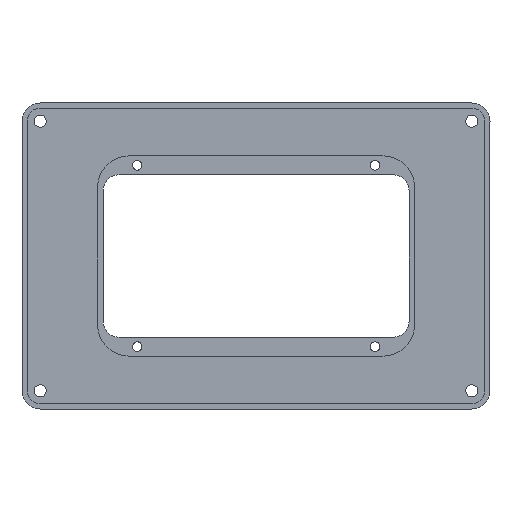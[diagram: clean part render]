
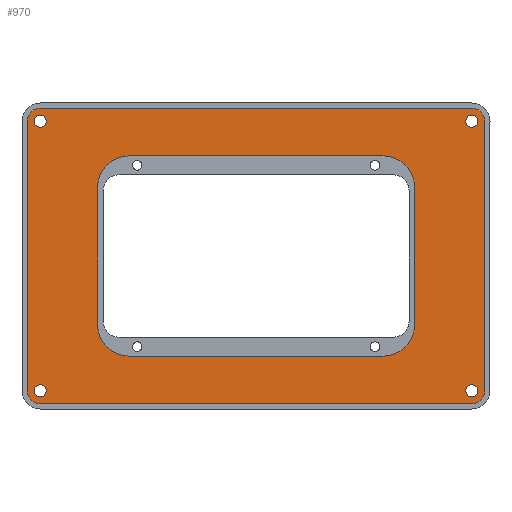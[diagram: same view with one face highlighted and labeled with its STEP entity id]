
A CAD part, top view. The second image highlights one B-rep face of the part: STEP entity #970.
In plain terms, the highlighted planar face has unit normal (0, 0, 1).
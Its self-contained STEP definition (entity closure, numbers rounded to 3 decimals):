
#34=FACE_BOUND('',#178,.T.);
#35=FACE_BOUND('',#179,.T.);
#36=FACE_BOUND('',#180,.T.);
#37=FACE_BOUND('',#181,.T.);
#38=FACE_BOUND('',#182,.T.);
#58=PLANE('',#1096);
#110=FACE_OUTER_BOUND('',#177,.T.);
#177=EDGE_LOOP('',(#871,#872,#873,#874,#875,#876,#877,#878));
#178=EDGE_LOOP('',(#879,#880,#881,#882,#883,#884,#885,#886));
#179=EDGE_LOOP('',(#887));
#180=EDGE_LOOP('',(#888));
#181=EDGE_LOOP('',(#889));
#182=EDGE_LOOP('',(#890));
#185=LINE('',#1411,#261);
#189=LINE('',#1423,#265);
#193=LINE('',#1435,#269);
#197=LINE('',#1446,#273);
#248=LINE('',#1647,#324);
#251=LINE('',#1655,#327);
#254=LINE('',#1663,#330);
#257=LINE('',#1671,#333);
#261=VECTOR('',#1109,10.);
#265=VECTOR('',#1121,10.);
#269=VECTOR('',#1133,10.);
#273=VECTOR('',#1145,10.);
#324=VECTOR('',#1364,10.);
#327=VECTOR('',#1373,10.);
#330=VECTOR('',#1382,10.);
#333=VECTOR('',#1391,10.);
#335=CIRCLE('',#986,12.);
#337=CIRCLE('',#990,12.);
#339=CIRCLE('',#994,12.);
#341=CIRCLE('',#998,12.);
#387=CIRCLE('',#1077,2.3);
#388=CIRCLE('',#1079,2.3);
#389=CIRCLE('',#1081,2.3);
#390=CIRCLE('',#1083,2.3);
#391=CIRCLE('',#1086,4.9);
#392=CIRCLE('',#1089,4.9);
#393=CIRCLE('',#1092,4.9);
#394=CIRCLE('',#1095,4.9);
#395=VERTEX_POINT('',#1401);
#396=VERTEX_POINT('',#1402);
#399=VERTEX_POINT('',#1410);
#401=VERTEX_POINT('',#1416);
#403=VERTEX_POINT('',#1422);
#405=VERTEX_POINT('',#1428);
#407=VERTEX_POINT('',#1434);
#409=VERTEX_POINT('',#1440);
#471=VERTEX_POINT('',#1628);
#472=VERTEX_POINT('',#1632);
#473=VERTEX_POINT('',#1636);
#474=VERTEX_POINT('',#1640);
#475=VERTEX_POINT('',#1644);
#476=VERTEX_POINT('',#1646);
#477=VERTEX_POINT('',#1650);
#478=VERTEX_POINT('',#1654);
#479=VERTEX_POINT('',#1658);
#480=VERTEX_POINT('',#1662);
#481=VERTEX_POINT('',#1666);
#482=VERTEX_POINT('',#1670);
#483=EDGE_CURVE('',#395,#396,#335,.T.);
#487=EDGE_CURVE('',#399,#395,#185,.T.);
#490=EDGE_CURVE('',#401,#399,#337,.T.);
#493=EDGE_CURVE('',#403,#401,#189,.T.);
#496=EDGE_CURVE('',#405,#403,#339,.T.);
#499=EDGE_CURVE('',#407,#405,#193,.T.);
#502=EDGE_CURVE('',#409,#407,#341,.T.);
#505=EDGE_CURVE('',#396,#409,#197,.T.);
#596=EDGE_CURVE('',#471,#471,#387,.T.);
#598=EDGE_CURVE('',#472,#472,#388,.T.);
#600=EDGE_CURVE('',#473,#473,#389,.T.);
#602=EDGE_CURVE('',#474,#474,#390,.T.);
#604=EDGE_CURVE('',#476,#475,#248,.T.);
#606=EDGE_CURVE('',#477,#476,#391,.T.);
#608=EDGE_CURVE('',#478,#477,#251,.T.);
#610=EDGE_CURVE('',#479,#478,#392,.T.);
#612=EDGE_CURVE('',#480,#479,#254,.T.);
#614=EDGE_CURVE('',#481,#480,#393,.T.);
#616=EDGE_CURVE('',#482,#481,#257,.T.);
#618=EDGE_CURVE('',#475,#482,#394,.T.);
#871=ORIENTED_EDGE('',*,*,#612,.T.);
#872=ORIENTED_EDGE('',*,*,#610,.T.);
#873=ORIENTED_EDGE('',*,*,#608,.T.);
#874=ORIENTED_EDGE('',*,*,#606,.T.);
#875=ORIENTED_EDGE('',*,*,#604,.T.);
#876=ORIENTED_EDGE('',*,*,#618,.T.);
#877=ORIENTED_EDGE('',*,*,#616,.T.);
#878=ORIENTED_EDGE('',*,*,#614,.T.);
#879=ORIENTED_EDGE('',*,*,#483,.T.);
#880=ORIENTED_EDGE('',*,*,#505,.T.);
#881=ORIENTED_EDGE('',*,*,#502,.T.);
#882=ORIENTED_EDGE('',*,*,#499,.T.);
#883=ORIENTED_EDGE('',*,*,#496,.T.);
#884=ORIENTED_EDGE('',*,*,#493,.T.);
#885=ORIENTED_EDGE('',*,*,#490,.T.);
#886=ORIENTED_EDGE('',*,*,#487,.T.);
#887=ORIENTED_EDGE('',*,*,#600,.T.);
#888=ORIENTED_EDGE('',*,*,#596,.T.);
#889=ORIENTED_EDGE('',*,*,#602,.T.);
#890=ORIENTED_EDGE('',*,*,#598,.T.);
#970=ADVANCED_FACE('',(#110,#34,#35,#36,#37,#38),#58,.T.);
#986=AXIS2_PLACEMENT_3D('',#1403,#1101,#1102);
#990=AXIS2_PLACEMENT_3D('',#1417,#1114,#1115);
#994=AXIS2_PLACEMENT_3D('',#1429,#1126,#1127);
#998=AXIS2_PLACEMENT_3D('',#1441,#1138,#1139);
#1077=AXIS2_PLACEMENT_3D('',#1630,#1344,#1345);
#1079=AXIS2_PLACEMENT_3D('',#1634,#1349,#1350);
#1081=AXIS2_PLACEMENT_3D('',#1638,#1354,#1355);
#1083=AXIS2_PLACEMENT_3D('',#1642,#1359,#1360);
#1086=AXIS2_PLACEMENT_3D('',#1651,#1368,#1369);
#1089=AXIS2_PLACEMENT_3D('',#1659,#1377,#1378);
#1092=AXIS2_PLACEMENT_3D('',#1667,#1386,#1387);
#1095=AXIS2_PLACEMENT_3D('',#1674,#1395,#1396);
#1096=AXIS2_PLACEMENT_3D('',#1675,#1397,#1398);
#1101=DIRECTION('center_axis',(0.,0.,-1.));
#1102=DIRECTION('ref_axis',(1.,0.,0.));
#1109=DIRECTION('',(0.,-1.,0.));
#1114=DIRECTION('center_axis',(0.,0.,-1.));
#1115=DIRECTION('ref_axis',(0.,1.,0.));
#1121=DIRECTION('',(1.,0.,0.));
#1126=DIRECTION('center_axis',(0.,0.,-1.));
#1127=DIRECTION('ref_axis',(-1.,0.,0.));
#1133=DIRECTION('',(0.,1.,0.));
#1138=DIRECTION('center_axis',(0.,0.,-1.));
#1139=DIRECTION('ref_axis',(0.,-1.,0.));
#1145=DIRECTION('',(-1.,0.,0.));
#1344=DIRECTION('center_axis',(0.,0.,-1.));
#1345=DIRECTION('ref_axis',(1.,0.,0.));
#1349=DIRECTION('center_axis',(0.,0.,-1.));
#1350=DIRECTION('ref_axis',(1.,0.,0.));
#1354=DIRECTION('center_axis',(0.,0.,-1.));
#1355=DIRECTION('ref_axis',(1.,0.,0.));
#1359=DIRECTION('center_axis',(0.,0.,-1.));
#1360=DIRECTION('ref_axis',(1.,0.,0.));
#1364=DIRECTION('',(0.,1.,0.));
#1368=DIRECTION('center_axis',(0.,0.,1.));
#1369=DIRECTION('ref_axis',(1.,0.,0.));
#1373=DIRECTION('',(1.,0.,0.));
#1377=DIRECTION('center_axis',(0.,0.,1.));
#1378=DIRECTION('ref_axis',(1.,0.,0.));
#1382=DIRECTION('',(0.,-1.,0.));
#1386=DIRECTION('center_axis',(0.,0.,1.));
#1387=DIRECTION('ref_axis',(1.,0.,0.));
#1391=DIRECTION('',(-1.,0.,0.));
#1395=DIRECTION('center_axis',(0.,0.,1.));
#1396=DIRECTION('ref_axis',(1.,0.,0.));
#1397=DIRECTION('center_axis',(0.,0.,1.));
#1398=DIRECTION('ref_axis',(1.,0.,0.));
#1401=CARTESIAN_POINT('',(60.05,-25.885,3.));
#1402=CARTESIAN_POINT('',(48.05,-37.885,3.));
#1403=CARTESIAN_POINT('Origin',(48.05,-25.885,3.));
#1410=CARTESIAN_POINT('',(60.05,25.885,3.));
#1411=CARTESIAN_POINT('',(60.05,38.442,3.));
#1416=CARTESIAN_POINT('',(48.05,37.885,3.));
#1417=CARTESIAN_POINT('Origin',(48.05,25.885,3.));
#1422=CARTESIAN_POINT('',(-47.95,37.885,3.));
#1423=CARTESIAN_POINT('',(16.85,37.885,3.));
#1428=CARTESIAN_POINT('',(-59.95,25.885,3.));
#1429=CARTESIAN_POINT('Origin',(-47.95,25.885,3.));
#1434=CARTESIAN_POINT('',(-59.95,-25.885,3.));
#1435=CARTESIAN_POINT('',(-59.95,12.557,3.));
#1440=CARTESIAN_POINT('',(-47.95,-37.885,3.));
#1441=CARTESIAN_POINT('Origin',(-47.95,-25.885,3.));
#1446=CARTESIAN_POINT('',(64.85,-37.885,3.));
#1628=CARTESIAN_POINT('',(79.35,51.,3.));
#1630=CARTESIAN_POINT('Origin',(81.65,51.,3.));
#1632=CARTESIAN_POINT('',(-83.95,-51.,3.));
#1634=CARTESIAN_POINT('Origin',(-81.65,-51.,3.));
#1636=CARTESIAN_POINT('',(-83.95,51.,3.));
#1638=CARTESIAN_POINT('Origin',(-81.65,51.,3.));
#1640=CARTESIAN_POINT('',(79.35,-51.,3.));
#1642=CARTESIAN_POINT('Origin',(81.65,-51.,3.));
#1644=CARTESIAN_POINT('',(86.55,51.,3.));
#1646=CARTESIAN_POINT('',(86.55,-51.,3.));
#1647=CARTESIAN_POINT('',(86.55,51.,3.));
#1650=CARTESIAN_POINT('',(81.65,-55.9,3.));
#1651=CARTESIAN_POINT('Origin',(81.65,-51.,3.));
#1654=CARTESIAN_POINT('',(-81.65,-55.9,3.));
#1655=CARTESIAN_POINT('',(-81.65,-55.9,3.));
#1658=CARTESIAN_POINT('',(-86.55,-51.,3.));
#1659=CARTESIAN_POINT('Origin',(-81.65,-51.,3.));
#1662=CARTESIAN_POINT('',(-86.55,51.,3.));
#1663=CARTESIAN_POINT('',(-86.55,51.,3.));
#1666=CARTESIAN_POINT('',(-81.65,55.9,3.));
#1667=CARTESIAN_POINT('Origin',(-81.65,51.,3.));
#1670=CARTESIAN_POINT('',(81.65,55.9,3.));
#1671=CARTESIAN_POINT('',(-81.65,55.9,3.));
#1674=CARTESIAN_POINT('Origin',(81.65,51.,3.));
#1675=CARTESIAN_POINT('Origin',(81.65,51.,3.));
